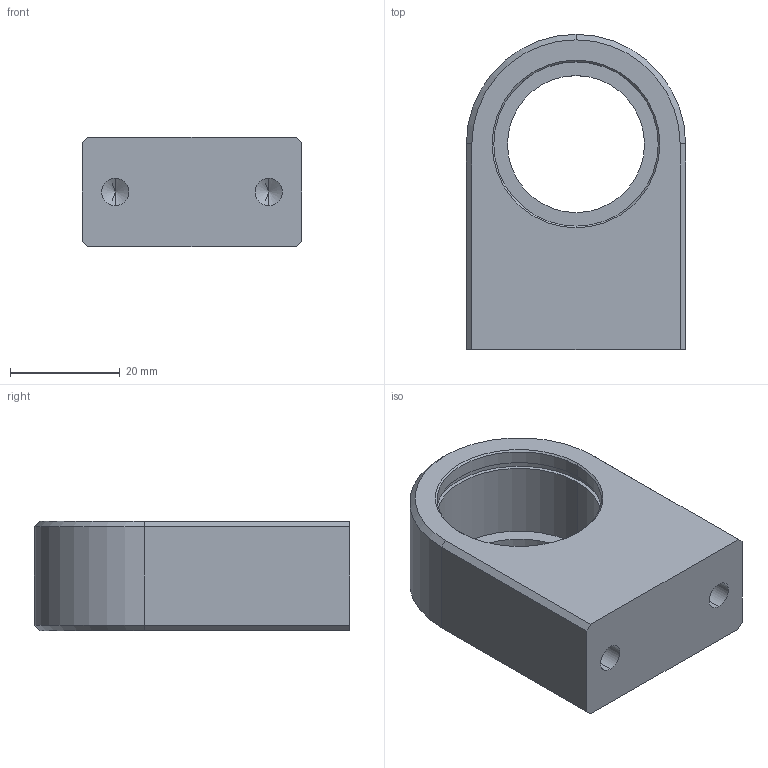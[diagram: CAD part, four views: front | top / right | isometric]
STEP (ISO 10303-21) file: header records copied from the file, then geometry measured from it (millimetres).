
FILE_DESCRIPTION (( 'STEP AP214' ), '1' );
FILE_NAME ('tete_porte_roulement.STEP', '2023-05-15T10:18:52', ( '' ), ( '' ), 'SwSTEP 2.0', 'SolidWorks 2023', '' );
FILE_SCHEMA (( 'AUTOMOTIVE_DESIGN' ));
Length unit declared in the file: millimetre
Products named in the file (1): tete_porte_roulement
Bounding box: 40 x 57.5 x 20 mm (x, y, z)
Volume: 28004.1 mm3; surface area: 9138 mm2
Topology: 1 solids, 1 shells, 36 faces, 81 edges, 48 vertices
Faces by surface type: cylinder 14, plane 12, cone 10
Entity records: 1002 total; most frequent: DIRECTION 185, CARTESIAN_POINT 162, ORIENTED_EDGE 154, EDGE_CURVE 77, AXIS2_PLACEMENT_3D 71, VERTEX_POINT 48, VECTOR 43, LINE 43
